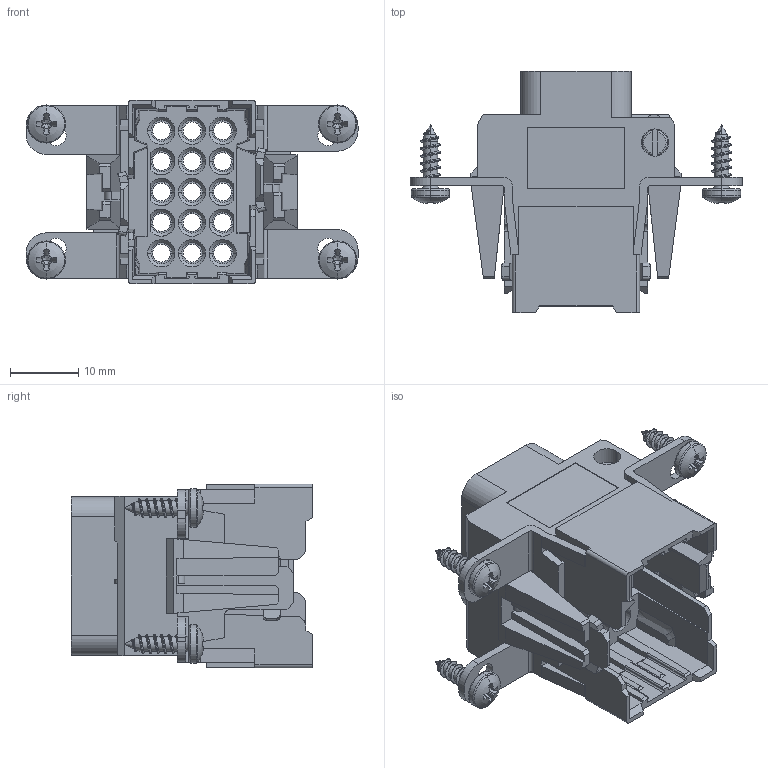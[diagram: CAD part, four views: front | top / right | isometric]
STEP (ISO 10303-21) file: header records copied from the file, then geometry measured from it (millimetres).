
FILE_DESCRIPTION(('Creo Elements/Direct Modeling STEP Export'),'2;1');
FILE_NAME('model.stp','2020-10-30T 6:55:36',(''),(''),'Creo Elements/Direct Modeling STEP processor for AP214 (Solid Model)','Creo Elements/Direct Modeling 20.1A 29-Sep-2018 (C) Parametric Technology GmbH','');
FILE_SCHEMA(('AUTOMOTIVE_DESIGN { 1 0 10303 214 1 1 1 1 }'));
Length unit declared in the file: millimetre
Products named in the file (3): SCHR.BLECH-DIN7981-CH2.9x9.5ZN.2; VC-D1-ST15-PE
Assembly tree (5 placements, depth 2):
  VC-D1-ST15-PE
    SCHR.BLECH-DIN7981-CH2.9x9.5ZN.2  x4
    VC-D1-ST15-PE
Bounding box: 48.8 x 35.5 x 27 mm (x, y, z)
Volume: 10699.1 mm3; surface area: 11791 mm2
Topology: 5 solids, 5 shells, 1523 faces, 4100 edges, 2633 vertices
Faces by surface type: plane 972, cylinder 280, cone 138, bspline 64, extrusion 33, torus 28, sphere 8
Entity records: 67795 total; most frequent: CARTESIAN_POINT 25043, ORIENTED_EDGE 7100, DIRECTION 5927, EDGE_CURVE 3550, VECTOR 2791, LINE 2758, VERTEX_POINT 2294, AXIS2_PLACEMENT_3D 1568
